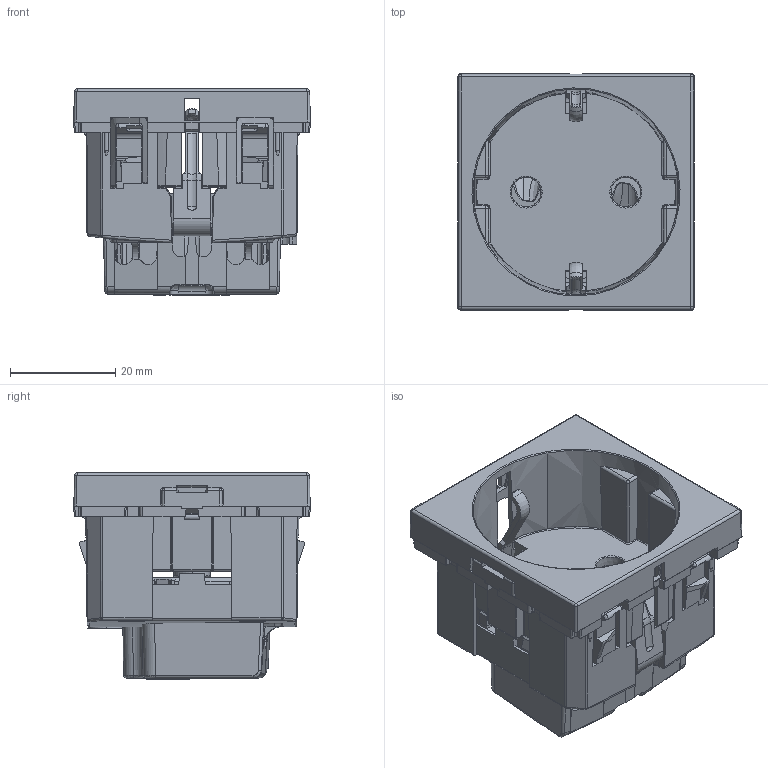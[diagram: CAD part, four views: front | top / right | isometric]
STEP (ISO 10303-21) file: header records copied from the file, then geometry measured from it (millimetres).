
FILE_DESCRIPTION(('CATIA V5 STEP Exchange','CAx-IF Rec.Pracs.--- Model Styling and Organization---1.5--- 2016-08-15','CAx-IF Rec.Pracs.---Supplemental Geometry---1.0---2011-11-01','CAx-IF Rec.Pracs.--- Composite Materials ---1.1---2010-07-15'),'2;1');
FILE_NAME('077220.stp','2021-11-16T13:08:32+00:00',('none'),('none'),'CATIA Version 5-6 Release 2020 SP3','CATIA V5 STEP AP214 v2','none');
FILE_SCHEMA(('AUTOMOTIVE_DESIGN { 1 0 10303 214 1 1 1 1 }'));
Products named in the file (1): T001034_A _AllCATPart
Bounding box: 45.06 x 45.16 x 39.25 mm (x, y, z)
Volume: 16649 mm3; surface area: 29378.1 mm2
Topology: 5 solids, 5 shells, 6871 faces, 20110 edges, 13274 vertices
Faces by surface type: plane 5961, cylinder 446, bspline 177, cone 169, torus 71, sphere 43, revolution 4
Entity records: 236159 total; most frequent: CARTESIAN_POINT 70612, ORIENTED_EDGE 40126, DIRECTION 24845, EDGE_CURVE 20063, VERTEX_POINT 13274, VECTOR 12048, LINE 12048, B_SPLINE_CURVE_WITH_KNOTS 7374
